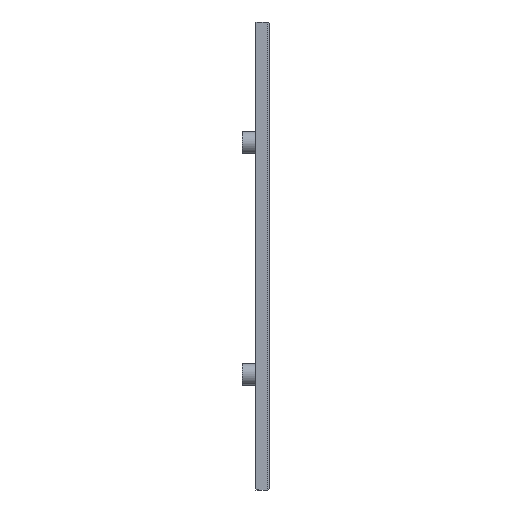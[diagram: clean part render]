
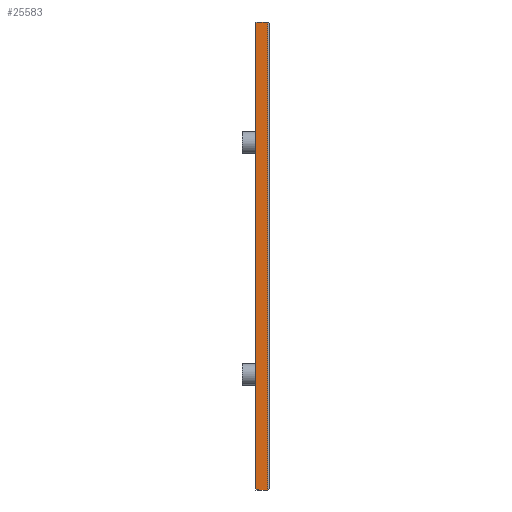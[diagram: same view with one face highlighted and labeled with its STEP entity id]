
A CAD part, left-side view. The second image highlights one B-rep face of the part: STEP entity #25583.
In plain terms, the highlighted planar face has unit normal (-1, 0, 0).
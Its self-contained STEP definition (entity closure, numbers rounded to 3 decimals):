
#4297=LINE('',#45055,#6670);
#4320=LINE('',#45115,#6693);
#4323=LINE('',#45120,#6696);
#4347=LINE('',#45174,#6720);
#4348=LINE('',#45177,#6721);
#4349=LINE('',#45178,#6722);
#6670=VECTOR('',#35538,10.);
#6693=VECTOR('',#35579,10.);
#6696=VECTOR('',#35584,10.);
#6720=VECTOR('',#35648,10.);
#6721=VECTOR('',#35651,10.);
#6722=VECTOR('',#35652,10.);
#7451=PLANE('',#28160);
#8942=FACE_OUTER_BOUND('',#10343,.T.);
#10343=EDGE_LOOP('',(#23022,#23023,#23024,#23025,#23026,#23027));
#13019=VERTEX_POINT('',#45053);
#13020=VERTEX_POINT('',#45054);
#13047=VERTEX_POINT('',#45112);
#13048=VERTEX_POINT('',#45114);
#13058=VERTEX_POINT('',#45170);
#13060=VERTEX_POINT('',#45176);
#16698=EDGE_CURVE('',#13019,#13020,#4297,.T.);
#16729=EDGE_CURVE('',#13047,#13048,#4320,.T.);
#16732=EDGE_CURVE('',#13047,#13020,#4323,.T.);
#16759=EDGE_CURVE('',#13048,#13058,#4347,.T.);
#16760=EDGE_CURVE('',#13019,#13060,#4348,.T.);
#16761=EDGE_CURVE('',#13060,#13058,#4349,.T.);
#23022=ORIENTED_EDGE('',*,*,#16760,.T.);
#23023=ORIENTED_EDGE('',*,*,#16761,.T.);
#23024=ORIENTED_EDGE('',*,*,#16759,.F.);
#23025=ORIENTED_EDGE('',*,*,#16729,.F.);
#23026=ORIENTED_EDGE('',*,*,#16732,.T.);
#23027=ORIENTED_EDGE('',*,*,#16698,.F.);
#25583=ADVANCED_FACE('',(#8942),#7451,.F.);
#28160=AXIS2_PLACEMENT_3D('',#45175,#35649,#35650);
#35538=DIRECTION('',(0.,0.,1.));
#35579=DIRECTION('',(0.,-1.,0.));
#35584=DIRECTION('',(0.,0.958,-0.286));
#35648=DIRECTION('',(0.,0.,-1.));
#35649=DIRECTION('center_axis',(1.,0.,0.));
#35650=DIRECTION('ref_axis',(0.,0.,-1.));
#35651=DIRECTION('',(0.,-0.958,-0.286));
#35652=DIRECTION('',(0.,-1.,0.));
#45053=CARTESIAN_POINT('',(-365.,-8.01,102.41));
#45054=CARTESIAN_POINT('',(-365.,-8.01,271.61));
#45055=CARTESIAN_POINT('',(-365.,-8.01,185.135));
#45112=CARTESIAN_POINT('',(-365.,-9.352,272.01));
#45114=CARTESIAN_POINT('',(-365.,-12.21,272.01));
#45115=CARTESIAN_POINT('',(-365.,-11.51,272.01));
#45120=CARTESIAN_POINT('',(-365.,14.407,264.927));
#45170=CARTESIAN_POINT('',(-365.,-12.21,102.01));
#45174=CARTESIAN_POINT('',(-365.,-12.21,187.01));
#45175=CARTESIAN_POINT('Origin',(-365.,-10.01,100.51));
#45176=CARTESIAN_POINT('',(-365.,-9.352,102.01));
#45177=CARTESIAN_POINT('',(-365.,-9.277,102.032));
#45178=CARTESIAN_POINT('',(-365.,-11.51,102.01));
